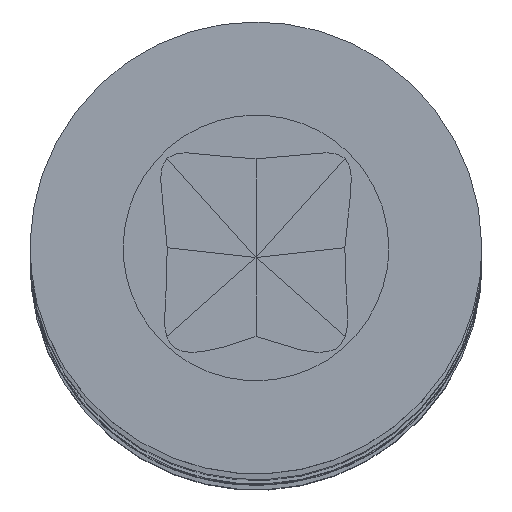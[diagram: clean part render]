
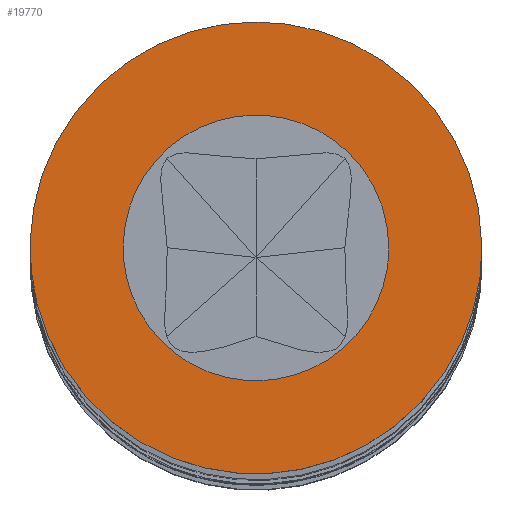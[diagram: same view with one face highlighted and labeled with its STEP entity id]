
A CAD part, top view. The second image highlights one B-rep face of the part: STEP entity #19770.
In plain terms, the highlighted planar face has unit normal (0, 0, 1).
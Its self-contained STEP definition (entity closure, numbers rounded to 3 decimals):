
#19310 = CARTESIAN_POINT ('', (2.94, 0., 144.825));
#19320 = VERTEX_POINT ('', #19310);
#19330 = CARTESIAN_POINT ('', (2.94, 0., 144.825));
#19340 = CARTESIAN_POINT ('', (2.94, 2.94, 144.825));
#19350 = CARTESIAN_POINT ('', (0., 2.94, 144.825));
#19360 = CARTESIAN_POINT ('', (-2.94, 2.94, 144.825));
#19370 = CARTESIAN_POINT ('', (-2.94, 0., 144.825));
#19380 = CARTESIAN_POINT ('', (-2.94, -2.94, 144.825));
#19390 = CARTESIAN_POINT ('', (0., -2.94, 144.825));
#19400 = CARTESIAN_POINT ('', (2.94, -2.94, 144.825));
#19410 = CARTESIAN_POINT ('', (2.94, 0., 144.825));
#19420 = (
   BOUNDED_CURVE ()
   B_SPLINE_CURVE (2, (#19330, #19340, #19350, #19360, #19370, #19380, #19390, #19400, #19410), .UNSPECIFIED., .T., .U.)
   B_SPLINE_CURVE_WITH_KNOTS ((3, 2, 2, 2, 3), (0., 1.571, 3.142, 4.712, 6.283), .UNSPECIFIED.)
   CURVE ()
   GEOMETRIC_REPRESENTATION_ITEM ()
   RATIONAL_B_SPLINE_CURVE ((1., 0.707, 1., 0.707, 1., 0.707, 1., 0.707, 1.))
   REPRESENTATION_ITEM ('')
);
#19430 = EDGE_CURVE ('', #19320, #19320, #19420, .T.);
#19530 = CARTESIAN_POINT ('', (5., 0., 144.825));
#19540 = VERTEX_POINT ('', #19530);
#19550 = CARTESIAN_POINT ('', (5., 0., 144.825));
#19560 = CARTESIAN_POINT ('', (5., 5., 144.825));
#19570 = CARTESIAN_POINT ('', (0., 5., 144.825));
#19580 = CARTESIAN_POINT ('', (-5., 5., 144.825));
#19590 = CARTESIAN_POINT ('', (-5., 0., 144.825));
#19600 = CARTESIAN_POINT ('', (-5., -5., 144.825));
#19610 = CARTESIAN_POINT ('', (0., -5., 144.825));
#19620 = CARTESIAN_POINT ('', (5., -5., 144.825));
#19630 = CARTESIAN_POINT ('', (5., 0., 144.825));
#19640 = (
   BOUNDED_CURVE ()
   B_SPLINE_CURVE (2, (#19550, #19560, #19570, #19580, #19590, #19600, #19610, #19620, #19630), .UNSPECIFIED., .T., .U.)
   B_SPLINE_CURVE_WITH_KNOTS ((3, 2, 2, 2, 3), (0., 1.571, 3.142, 4.712, 6.283), .UNSPECIFIED.)
   CURVE ()
   GEOMETRIC_REPRESENTATION_ITEM ()
   RATIONAL_B_SPLINE_CURVE ((1., 0.707, 1., 0.707, 1., 0.707, 1., 0.707, 1.))
   REPRESENTATION_ITEM ('')
);
#19650 = EDGE_CURVE ('', #19540, #19540, #19640, .T.);
#19660 = ORIENTED_EDGE ('', *, *, #19650, .T.);
#19670 = EDGE_LOOP ('', (#19660));
#19680 = FACE_OUTER_BOUND ('', #19670, .T.);
#19690 = ORIENTED_EDGE ('', *, *, #19430, .F.);
#19700 = EDGE_LOOP ('', (#19690));
#19710 = FACE_BOUND ('', #19700, .T.);
#19720 = CARTESIAN_POINT ('', (0., 0., 144.825));
#19730 = DIRECTION ('', (0., 0., 1.));
#19740 = DIRECTION ('', (1., 0., 0.));
#19750 = AXIS2_PLACEMENT_3D ('', #19720, #19730, #19740);
#19760 = PLANE ('', #19750);
#19770 = ADVANCED_FACE ('', (#19680, #19710), #19760, .T.);
